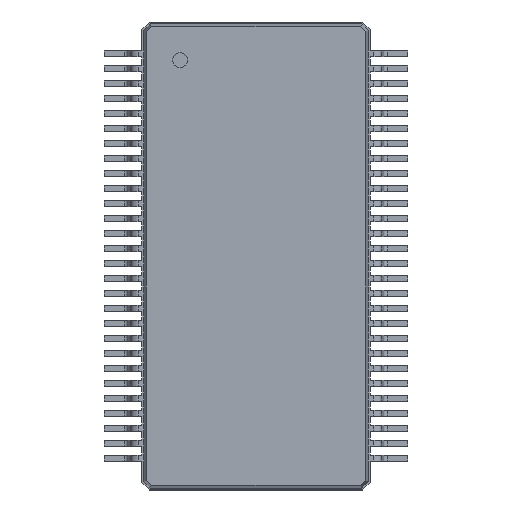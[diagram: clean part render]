
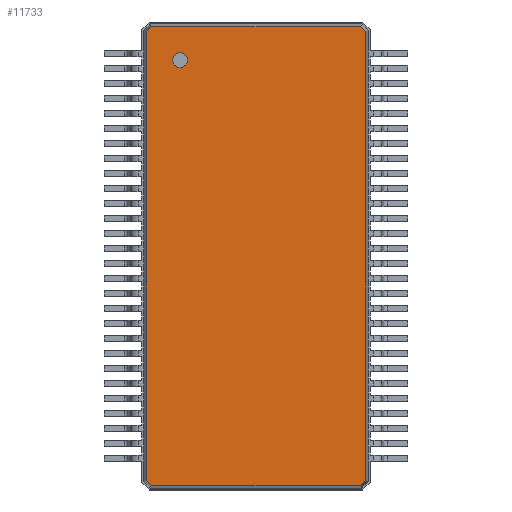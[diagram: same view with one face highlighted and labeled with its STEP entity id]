
A CAD part, top view. The second image highlights one B-rep face of the part: STEP entity #11733.
In plain terms, the highlighted planar face has unit normal (0, 0, 1).
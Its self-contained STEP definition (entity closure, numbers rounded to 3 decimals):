
#27=VECTOR('',#28,1.);
#28=DIRECTION('',(1.,0.,0.));
#51=VECTOR('',#52,1.);
#52=DIRECTION('',(0.707,-0.707,0.));
#58=VECTOR('',#59,1.);
#59=DIRECTION('',(0.,-1.,0.));
#65=VECTOR('',#66,1.);
#66=DIRECTION('',(-0.707,-0.707,0.));
#72=VECTOR('',#73,1.);
#73=DIRECTION('',(-1.,0.,0.));
#79=VECTOR('',#80,1.);
#80=DIRECTION('',(-0.707,0.707,0.));
#86=VECTOR('',#87,1.);
#87=DIRECTION('',(0.,1.,0.));
#91=VECTOR('',#92,1.);
#92=DIRECTION('',(0.707,0.707,0.));
#95=DIRECTION('',(0.,0.,-1.));
#3240=VERTEX_POINT('',#3241);
#3241=CARTESIAN_POINT('',(-2.929,5.989,1.2));
#3244=EDGE_CURVE('',#3245,#3240,#3247,.T.);
#3245=VERTEX_POINT('',#3246);
#3246=CARTESIAN_POINT('',(-2.929,-5.989,1.2));
#3247=LINE('',#3246,#86);
#3258=VERTEX_POINT('',#3259);
#3259=CARTESIAN_POINT('',(-2.789,6.129,1.2));
#3262=EDGE_CURVE('',#3240,#3258,#3263,.T.);
#3263=LINE('',#3241,#91);
#3272=VERTEX_POINT('',#3273);
#3273=CARTESIAN_POINT('',(2.789,6.129,1.2));
#3276=EDGE_CURVE('',#3258,#3272,#3277,.T.);
#3277=LINE('',#3259,#27);
#3286=VERTEX_POINT('',#3287);
#3287=CARTESIAN_POINT('',(2.929,5.989,1.2));
#3290=EDGE_CURVE('',#3272,#3286,#3291,.T.);
#3291=LINE('',#3273,#51);
#3524=VERTEX_POINT('',#3525);
#3525=CARTESIAN_POINT('',(2.929,-5.989,1.2));
#3528=EDGE_CURVE('',#3286,#3524,#3529,.T.);
#3529=LINE('',#3287,#58);
#11733=ADVANCED_FACE('',(#11734,#11754),#11764,.F.);
#11734=FACE_BOUND('',#11735,.F.);
#11735=EDGE_LOOP('',(#11736,#11737,#11738,#11739,#11744,#11749,#11752,#11753));
#11736=ORIENTED_EDGE('',*,*,#3276,.T.);
#11737=ORIENTED_EDGE('',*,*,#3290,.T.);
#11738=ORIENTED_EDGE('',*,*,#3528,.T.);
#11739=ORIENTED_EDGE('',*,*,#11740,.T.);
#11740=EDGE_CURVE('',#3524,#11741,#11743,.T.);
#11741=VERTEX_POINT('',#11742);
#11742=CARTESIAN_POINT('',(2.789,-6.129,1.2));
#11743=LINE('',#3525,#65);
#11744=ORIENTED_EDGE('',*,*,#11745,.T.);
#11745=EDGE_CURVE('',#11741,#11746,#11748,.T.);
#11746=VERTEX_POINT('',#11747);
#11747=CARTESIAN_POINT('',(-2.789,-6.129,1.2));
#11748=LINE('',#11742,#72);
#11749=ORIENTED_EDGE('',*,*,#11750,.T.);
#11750=EDGE_CURVE('',#11746,#3245,#11751,.T.);
#11751=LINE('',#11747,#79);
#11752=ORIENTED_EDGE('',*,*,#3244,.T.);
#11753=ORIENTED_EDGE('',*,*,#3262,.T.);
#11754=FACE_BOUND('',#11755,.F.);
#11755=EDGE_LOOP('',(#11756));
#11756=ORIENTED_EDGE('',*,*,#11757,.F.);
#11757=EDGE_CURVE('',#11758,#11758,#11760,.T.);
#11758=VERTEX_POINT('',#11759);
#11759=CARTESIAN_POINT('',(-2.029,5.029,1.2));
#11760=CIRCLE('',#11761,0.2);
#11761=AXIS2_PLACEMENT_3D('',#11762,#11763,#59);
#11762=CARTESIAN_POINT('',(-2.029,5.229,1.2));
#11763=DIRECTION('',(0.,-0.,-1.));
#11764=PLANE('',#11765);
#11765=AXIS2_PLACEMENT_3D('',#3259,#95,#11766);
#11766=DIRECTION('',(0.414,-0.91,0.));
